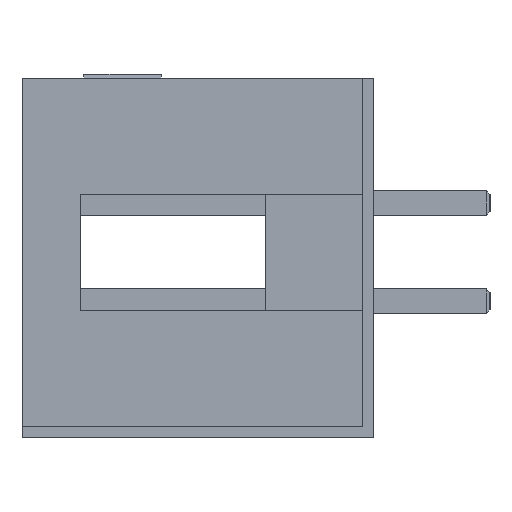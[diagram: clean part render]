
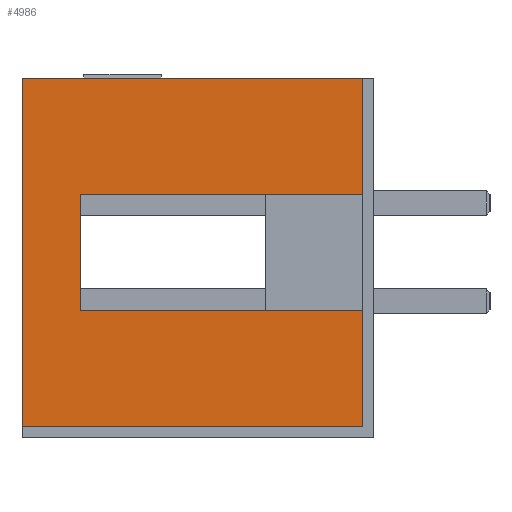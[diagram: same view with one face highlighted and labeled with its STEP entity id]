
A CAD part, left-side view. The second image highlights one B-rep face of the part: STEP entity #4986.
In plain terms, the highlighted planar face has unit normal (-1, 0, 0).
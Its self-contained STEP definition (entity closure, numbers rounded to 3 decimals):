
#74 = PLANE ( 'NONE',  #18044 ) ;
#175 = VERTEX_POINT ( 'NONE', #22626 ) ;
#220 = EDGE_LOOP ( 'NONE', ( #20438, #19689, #9391, #26274, #3762, #7978, #7505, #2220 ) ) ;
#459 = CARTESIAN_POINT ( 'NONE',  ( -29.2, 0.3, 0. ) ) ;
#650 = DIRECTION ( 'NONE',  ( 0., 0., -1. ) ) ;
#732 = DIRECTION ( 'NONE',  ( 0., -1., 0. ) ) ;
#1830 = CARTESIAN_POINT ( 'NONE',  ( -29.2, 9.1, -4.5 ) ) ;
#2178 = CARTESIAN_POINT ( 'NONE',  ( -29.2, 7.6, 1.5 ) ) ;
#2192 = VECTOR ( 'NONE', #18561, 1000. ) ;
#2220 = ORIENTED_EDGE ( 'NONE', *, *, #14960, .T. ) ;
#2410 = CARTESIAN_POINT ( 'NONE',  ( -29.2, 9.1, -4.5 ) ) ;
#2552 = CARTESIAN_POINT ( 'NONE',  ( -29.2, 7.6, 0. ) ) ;
#2897 = CARTESIAN_POINT ( 'NONE',  ( -29.2, 0.3, 1.5 ) ) ;
#2969 = CARTESIAN_POINT ( 'NONE',  ( -29.2, 9.1, 4.5 ) ) ;
#3762 = ORIENTED_EDGE ( 'NONE', *, *, #13884, .F. ) ;
#4315 = DIRECTION ( 'NONE',  ( 0., -1., 0. ) ) ;
#4702 = DIRECTION ( 'NONE',  ( 0., 0., 1. ) ) ;
#4986 = ADVANCED_FACE ( 'NONE', ( #25162 ), #74, .T. ) ;
#5360 = LINE ( 'NONE', #21029, #25003 ) ;
#5526 = EDGE_CURVE ( 'NONE', #25988, #22944, #9517, .T. ) ;
#5819 = VERTEX_POINT ( 'NONE', #2897 ) ;
#6128 = EDGE_CURVE ( 'NONE', #24810, #175, #13637, .T. ) ;
#6486 = LINE ( 'NONE', #2178, #19099 ) ;
#6939 = DIRECTION ( 'NONE',  ( -1., 0., 0. ) ) ;
#7505 = ORIENTED_EDGE ( 'NONE', *, *, #27703, .T. ) ;
#7978 = ORIENTED_EDGE ( 'NONE', *, *, #24720, .F. ) ;
#8434 = VECTOR ( 'NONE', #10027, 1000. ) ;
#8744 = EDGE_CURVE ( 'NONE', #24810, #25988, #17368, .T. ) ;
#9055 = DIRECTION ( 'NONE',  ( 0., -1., 0. ) ) ;
#9189 = CARTESIAN_POINT ( 'NONE',  ( -29.2, 9.1, 0. ) ) ;
#9312 = VERTEX_POINT ( 'NONE', #1830 ) ;
#9391 = ORIENTED_EDGE ( 'NONE', *, *, #6128, .T. ) ;
#9517 = LINE ( 'NONE', #23166, #22271 ) ;
#10027 = DIRECTION ( 'NONE',  ( 0., 0., -1. ) ) ;
#11013 = CARTESIAN_POINT ( 'NONE',  ( -29.2, 0.3, 4.5 ) ) ;
#13637 = LINE ( 'NONE', #2552, #14771 ) ;
#13884 = EDGE_CURVE ( 'NONE', #15923, #5819, #25863, .T. ) ;
#14771 = VECTOR ( 'NONE', #22794, 1000. ) ;
#14960 = EDGE_CURVE ( 'NONE', #9312, #22944, #27363, .T. ) ;
#15422 = CARTESIAN_POINT ( 'NONE',  ( -29.2, 7.6, -1.5 ) ) ;
#15923 = VERTEX_POINT ( 'NONE', #11013 ) ;
#17158 = VERTEX_POINT ( 'NONE', #2969 ) ;
#17222 = CARTESIAN_POINT ( 'NONE',  ( -29.2, 7.6, -1.5 ) ) ;
#17368 = LINE ( 'NONE', #15422, #28985 ) ;
#18044 = AXIS2_PLACEMENT_3D ( 'NONE', #9189, #6939, #4702 ) ;
#18561 = DIRECTION ( 'NONE',  ( 0., 0., -1. ) ) ;
#19099 = VECTOR ( 'NONE', #9055, 1000. ) ;
#19689 = ORIENTED_EDGE ( 'NONE', *, *, #8744, .F. ) ;
#19740 = CARTESIAN_POINT ( 'NONE',  ( -29.2, 0.3, -4.5 ) ) ;
#20438 = ORIENTED_EDGE ( 'NONE', *, *, #5526, .F. ) ;
#20693 = VECTOR ( 'NONE', #4315, 1000. ) ;
#20899 = EDGE_CURVE ( 'NONE', #175, #5819, #6486, .T. ) ;
#21029 = CARTESIAN_POINT ( 'NONE',  ( -29.2, 9.1, 4.5 ) ) ;
#22271 = VECTOR ( 'NONE', #650, 1000. ) ;
#22490 = DIRECTION ( 'NONE',  ( 0., -1., 0. ) ) ;
#22626 = CARTESIAN_POINT ( 'NONE',  ( -29.2, 7.6, 1.5 ) ) ;
#22676 = CARTESIAN_POINT ( 'NONE',  ( -29.2, 0.3, -1.5 ) ) ;
#22794 = DIRECTION ( 'NONE',  ( 0., 0., 1. ) ) ;
#22944 = VERTEX_POINT ( 'NONE', #19740 ) ;
#23035 = LINE ( 'NONE', #29693, #2192 ) ;
#23166 = CARTESIAN_POINT ( 'NONE',  ( -29.2, 0.3, 0. ) ) ;
#24720 = EDGE_CURVE ( 'NONE', #17158, #15923, #5360, .T. ) ;
#24810 = VERTEX_POINT ( 'NONE', #17222 ) ;
#25003 = VECTOR ( 'NONE', #732, 1000. ) ;
#25162 = FACE_OUTER_BOUND ( 'NONE', #220, .T. ) ;
#25863 = LINE ( 'NONE', #459, #8434 ) ;
#25988 = VERTEX_POINT ( 'NONE', #22676 ) ;
#26274 = ORIENTED_EDGE ( 'NONE', *, *, #20899, .T. ) ;
#27363 = LINE ( 'NONE', #2410, #20693 ) ;
#27703 = EDGE_CURVE ( 'NONE', #17158, #9312, #23035, .T. ) ;
#28985 = VECTOR ( 'NONE', #22490, 1000. ) ;
#29693 = CARTESIAN_POINT ( 'NONE',  ( -29.2, 9.1, 0. ) ) ;
